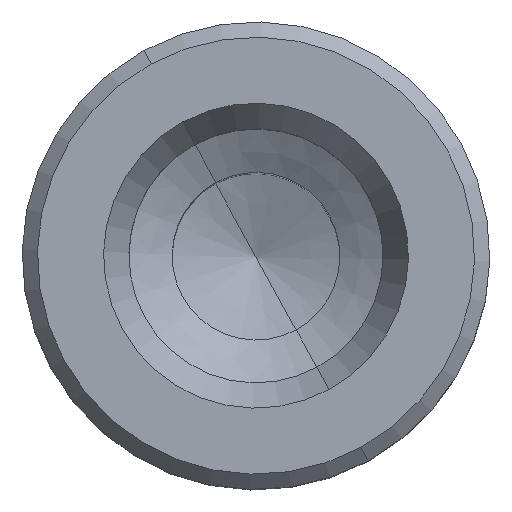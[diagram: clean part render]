
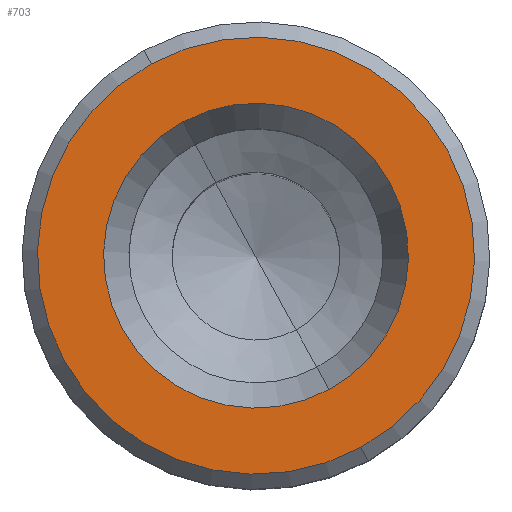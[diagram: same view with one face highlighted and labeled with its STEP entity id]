
A CAD part, top view. The second image highlights one B-rep face of the part: STEP entity #703.
In plain terms, the highlighted planar face has unit normal (0, 0, 1).
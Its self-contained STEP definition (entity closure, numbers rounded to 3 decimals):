
#212=CARTESIAN_POINT('Vertex',(-1.438,2.633,0.)) ;
#215=CARTESIAN_POINT('Axis2P3D Location',(0.,0.,0.)) ;
#219=CARTESIAN_POINT('Vertex',(1.438,-2.633,0.)) ;
#234=CARTESIAN_POINT('Axis2P3D Location',(0.,0.,0.)) ;
#251=CARTESIAN_POINT('Axis2P3D Location',(0.,0.,0.)) ;
#255=CARTESIAN_POINT('Vertex',(-2.062,3.774,0.)) ;
#257=CARTESIAN_POINT('Vertex',(2.062,-3.774,0.)) ;
#291=CARTESIAN_POINT('Axis2P3D Location',(0.,0.,0.)) ;
#690=CARTESIAN_POINT('Axis2P3D Location',(0.,3.,0.)) ;
#216=DIRECTION('Axis2P3D Direction',(0.,0.,1.)) ;
#235=DIRECTION('Axis2P3D Direction',(0.,0.,1.)) ;
#252=DIRECTION('Axis2P3D Direction',(0.,0.,-1.)) ;
#292=DIRECTION('Axis2P3D Direction',(0.,0.,-1.)) ;
#691=DIRECTION('Axis2P3D Direction',(0.,0.,1.)) ;
#692=DIRECTION('Axis2P3D XDirection',(1.,0.,0.)) ;
#217=AXIS2_PLACEMENT_3D('Circle Axis2P3D',#215,#216,$) ;
#236=AXIS2_PLACEMENT_3D('Circle Axis2P3D',#234,#235,$) ;
#253=AXIS2_PLACEMENT_3D('Circle Axis2P3D',#251,#252,$) ;
#293=AXIS2_PLACEMENT_3D('Circle Axis2P3D',#291,#292,$) ;
#693=AXIS2_PLACEMENT_3D('Plane Axis2P3D',#690,#691,#692) ;
#218=CIRCLE('generated circle',#217,3.) ;
#237=CIRCLE('generated circle',#236,3.) ;
#254=CIRCLE('generated circle',#253,4.3) ;
#294=CIRCLE('generated circle',#293,4.3) ;
#694=PLANE('',#693) ;
#702=FACE_BOUND('',#699,.T.) ;
#221=EDGE_CURVE('',#213,#220,#218,.T.) ;
#238=EDGE_CURVE('',#220,#213,#237,.T.) ;
#259=EDGE_CURVE('',#256,#258,#254,.F.) ;
#295=EDGE_CURVE('',#258,#256,#294,.F.) ;
#696=ORIENTED_EDGE('',*,*,#295,.T.) ;
#697=ORIENTED_EDGE('',*,*,#259,.T.) ;
#700=ORIENTED_EDGE('',*,*,#221,.F.) ;
#701=ORIENTED_EDGE('',*,*,#238,.F.) ;
#695=EDGE_LOOP('',(#696,#697)) ;
#699=EDGE_LOOP('',(#700,#701)) ;
#213=VERTEX_POINT('',#212) ;
#220=VERTEX_POINT('',#219) ;
#256=VERTEX_POINT('',#255) ;
#258=VERTEX_POINT('',#257) ;
#703=ADVANCED_FACE('Fertigteil',(#698,#702),#694,.T.) ;
#698=FACE_OUTER_BOUND('',#695,.T.) ;
